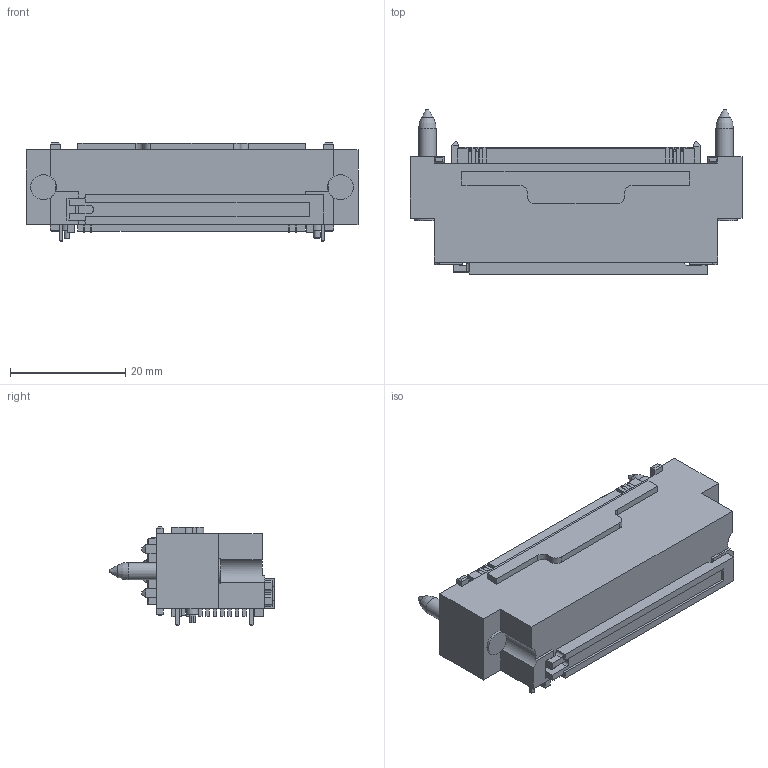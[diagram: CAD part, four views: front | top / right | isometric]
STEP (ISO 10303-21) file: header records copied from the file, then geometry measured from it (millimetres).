
FILE_DESCRIPTION(/* description */ (''),/* implementation_level */ '2;1');
FILE_NAME(/* name */ 'SAMTEC_SEAM-30-01-L-10-2-RA-GP.stp',/* time_stamp */ '2016-05-20T17:39:11+02:00',/* author */ ('riccim'),/* organization */ ('SolidWorks'),/* preprocessor_version */ 'ST-DEVELOPER v15.5',/* originating_system */ 'AutoCAD Mechanical',/* authorisation */ ' ');
FILE_SCHEMA (('AUTOMOTIVE_DESIGN { 1 0 10303 214 3 1 1 }'));
Length unit declared in the file: millimetre
Products named in the file (1): Product
Bounding box: 57.66 x 28.55 x 17.14 mm (x, y, z)
Volume: 13756.1 mm3; surface area: 7048.6 mm2
Topology: 15 solids, 15 shells, 1460 faces, 3921 edges, 2566 vertices
Faces by surface type: plane 1274, cylinder 181, bspline 2, cone 2, torus 1
Full cylindrical faces by diameter (mm): 1.118 x1, 2.032 x2, 3.048 x2, 4.369 x2
Entity records: 45197 total; most frequent: CARTESIAN_POINT 8232, ORIENTED_EDGE 7820, DIRECTION 7361, EDGE_CURVE 3910, LINE 3213, VECTOR 3213, VERTEX_POINT 2565, AXIS2_PLACEMENT_3D 2074
